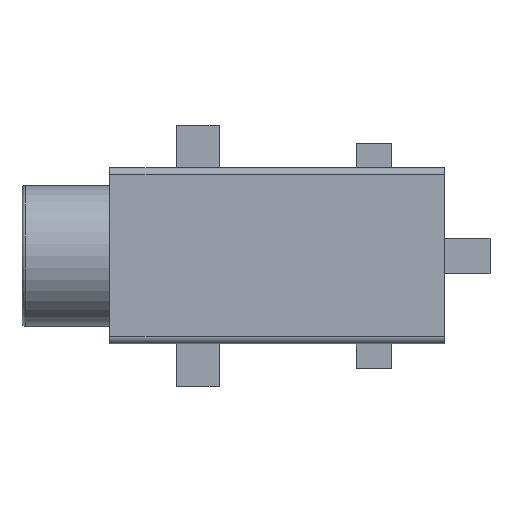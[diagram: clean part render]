
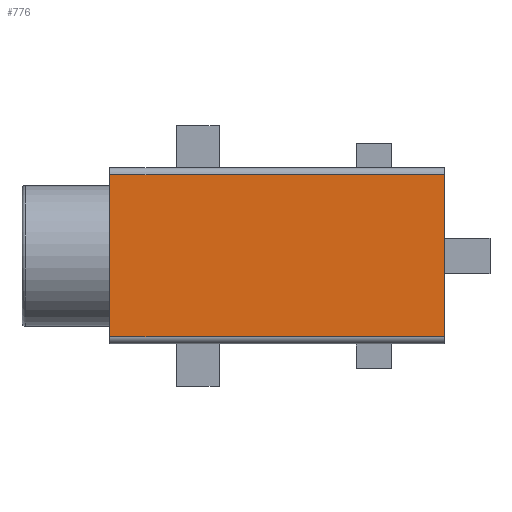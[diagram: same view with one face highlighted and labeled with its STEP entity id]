
A CAD part, top view. The second image highlights one B-rep face of the part: STEP entity #776.
In plain terms, the highlighted planar face has unit normal (0, 0, 1).
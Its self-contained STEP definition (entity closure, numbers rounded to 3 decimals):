
#32 = PLANE('',#33);
#33 = AXIS2_PLACEMENT_3D('',#34,#35,#36);
#34 = CARTESIAN_POINT('',(4.,2.5,0.));
#35 = DIRECTION('',(1.,0.,0.));
#36 = DIRECTION('',(0.,-1.,0.));
#220 = VERTEX_POINT('',#221);
#221 = CARTESIAN_POINT('',(4.,2.3,4.));
#240 = CYLINDRICAL_SURFACE('',#241,0.2);
#241 = AXIS2_PLACEMENT_3D('',#242,#243,#244);
#242 = CARTESIAN_POINT('',(-5.5,2.3,3.8));
#243 = DIRECTION('',(1.,0.,0.));
#244 = DIRECTION('',(0.,0.,1.));
#252 = EDGE_CURVE('',#220,#253,#255,.T.);
#253 = VERTEX_POINT('',#254);
#254 = CARTESIAN_POINT('',(4.,-2.3,4.));
#255 = SURFACE_CURVE('',#256,(#260,#267),.PCURVE_S1.);
#256 = LINE('',#257,#258);
#257 = CARTESIAN_POINT('',(4.,2.5,4.));
#258 = VECTOR('',#259,1.);
#259 = DIRECTION('',(0.,-1.,0.));
#260 = PCURVE('',#32,#261);
#261 = DEFINITIONAL_REPRESENTATION('',(#262),#266);
#262 = LINE('',#263,#264);
#263 = CARTESIAN_POINT('',(0.,-4.));
#264 = VECTOR('',#265,1.);
#265 = DIRECTION('',(1.,0.));
#266 = ( GEOMETRIC_REPRESENTATION_CONTEXT(2) 
PARAMETRIC_REPRESENTATION_CONTEXT() REPRESENTATION_CONTEXT('2D SPACE',''
  ) );
#267 = PCURVE('',#268,#273);
#268 = PLANE('',#269);
#269 = AXIS2_PLACEMENT_3D('',#270,#271,#272);
#270 = CARTESIAN_POINT('',(-0.75,0.,4.));
#271 = DIRECTION('',(-0.,-0.,-1.));
#272 = DIRECTION('',(-1.,0.,0.));
#273 = DEFINITIONAL_REPRESENTATION('',(#274),#278);
#274 = LINE('',#275,#276);
#275 = CARTESIAN_POINT('',(-4.75,2.5));
#276 = VECTOR('',#277,1.);
#277 = DIRECTION('',(0.,-1.));
#278 = ( GEOMETRIC_REPRESENTATION_CONTEXT(2) 
PARAMETRIC_REPRESENTATION_CONTEXT() REPRESENTATION_CONTEXT('2D SPACE',''
  ) );
#299 = CYLINDRICAL_SURFACE('',#300,0.2);
#300 = AXIS2_PLACEMENT_3D('',#301,#302,#303);
#301 = CARTESIAN_POINT('',(4.,-2.3,3.8));
#302 = DIRECTION('',(-1.,0.,0.));
#303 = DIRECTION('',(0.,-1.,0.));
#367 = PLANE('',#368);
#368 = AXIS2_PLACEMENT_3D('',#369,#370,#371);
#369 = CARTESIAN_POINT('',(-5.5,-2.5,0.));
#370 = DIRECTION('',(-1.,0.,0.));
#371 = DIRECTION('',(0.,1.,0.));
#650 = EDGE_CURVE('',#253,#651,#653,.T.);
#651 = VERTEX_POINT('',#652);
#652 = CARTESIAN_POINT('',(-5.5,-2.3,4.));
#653 = SURFACE_CURVE('',#654,(#658,#665),.PCURVE_S1.);
#654 = LINE('',#655,#656);
#655 = CARTESIAN_POINT('',(4.,-2.3,4.));
#656 = VECTOR('',#657,1.);
#657 = DIRECTION('',(-1.,0.,0.));
#658 = PCURVE('',#299,#659);
#659 = DEFINITIONAL_REPRESENTATION('',(#660),#664);
#660 = LINE('',#661,#662);
#661 = CARTESIAN_POINT('',(1.571,0.));
#662 = VECTOR('',#663,1.);
#663 = DIRECTION('',(0.,1.));
#664 = ( GEOMETRIC_REPRESENTATION_CONTEXT(2) 
PARAMETRIC_REPRESENTATION_CONTEXT() REPRESENTATION_CONTEXT('2D SPACE',''
  ) );
#665 = PCURVE('',#268,#666);
#666 = DEFINITIONAL_REPRESENTATION('',(#667),#671);
#667 = LINE('',#668,#669);
#668 = CARTESIAN_POINT('',(-4.75,-2.3));
#669 = VECTOR('',#670,1.);
#670 = DIRECTION('',(1.,0.));
#671 = ( GEOMETRIC_REPRESENTATION_CONTEXT(2) 
PARAMETRIC_REPRESENTATION_CONTEXT() REPRESENTATION_CONTEXT('2D SPACE',''
  ) );
#776 = ADVANCED_FACE('',(#777),#268,.F.);
#777 = FACE_BOUND('',#778,.F.);
#778 = EDGE_LOOP('',(#779,#780,#781,#804,#832));
#779 = ORIENTED_EDGE('',*,*,#252,.T.);
#780 = ORIENTED_EDGE('',*,*,#650,.T.);
#781 = ORIENTED_EDGE('',*,*,#782,.T.);
#782 = EDGE_CURVE('',#651,#783,#785,.T.);
#783 = VERTEX_POINT('',#784);
#784 = CARTESIAN_POINT('',(-5.5,0.,4.));
#785 = SURFACE_CURVE('',#786,(#790,#797),.PCURVE_S1.);
#786 = LINE('',#787,#788);
#787 = CARTESIAN_POINT('',(-5.5,-2.5,4.));
#788 = VECTOR('',#789,1.);
#789 = DIRECTION('',(0.,1.,0.));
#790 = PCURVE('',#268,#791);
#791 = DEFINITIONAL_REPRESENTATION('',(#792),#796);
#792 = LINE('',#793,#794);
#793 = CARTESIAN_POINT('',(4.75,-2.5));
#794 = VECTOR('',#795,1.);
#795 = DIRECTION('',(0.,1.));
#796 = ( GEOMETRIC_REPRESENTATION_CONTEXT(2) 
PARAMETRIC_REPRESENTATION_CONTEXT() REPRESENTATION_CONTEXT('2D SPACE',''
  ) );
#797 = PCURVE('',#367,#798);
#798 = DEFINITIONAL_REPRESENTATION('',(#799),#803);
#799 = LINE('',#800,#801);
#800 = CARTESIAN_POINT('',(0.,-4.));
#801 = VECTOR('',#802,1.);
#802 = DIRECTION('',(1.,0.));
#803 = ( GEOMETRIC_REPRESENTATION_CONTEXT(2) 
PARAMETRIC_REPRESENTATION_CONTEXT() REPRESENTATION_CONTEXT('2D SPACE',''
  ) );
#804 = ORIENTED_EDGE('',*,*,#805,.T.);
#805 = EDGE_CURVE('',#783,#806,#808,.T.);
#806 = VERTEX_POINT('',#807);
#807 = CARTESIAN_POINT('',(-5.5,2.3,4.));
#808 = SURFACE_CURVE('',#809,(#813,#820),.PCURVE_S1.);
#809 = LINE('',#810,#811);
#810 = CARTESIAN_POINT('',(-5.5,-2.5,4.));
#811 = VECTOR('',#812,1.);
#812 = DIRECTION('',(0.,1.,0.));
#813 = PCURVE('',#268,#814);
#814 = DEFINITIONAL_REPRESENTATION('',(#815),#819);
#815 = LINE('',#816,#817);
#816 = CARTESIAN_POINT('',(4.75,-2.5));
#817 = VECTOR('',#818,1.);
#818 = DIRECTION('',(0.,1.));
#819 = ( GEOMETRIC_REPRESENTATION_CONTEXT(2) 
PARAMETRIC_REPRESENTATION_CONTEXT() REPRESENTATION_CONTEXT('2D SPACE',''
  ) );
#820 = PCURVE('',#821,#826);
#821 = PLANE('',#822);
#822 = AXIS2_PLACEMENT_3D('',#823,#824,#825);
#823 = CARTESIAN_POINT('',(-5.5,-2.5,0.));
#824 = DIRECTION('',(-1.,0.,0.));
#825 = DIRECTION('',(0.,1.,0.));
#826 = DEFINITIONAL_REPRESENTATION('',(#827),#831);
#827 = LINE('',#828,#829);
#828 = CARTESIAN_POINT('',(0.,-4.));
#829 = VECTOR('',#830,1.);
#830 = DIRECTION('',(1.,0.));
#831 = ( GEOMETRIC_REPRESENTATION_CONTEXT(2) 
PARAMETRIC_REPRESENTATION_CONTEXT() REPRESENTATION_CONTEXT('2D SPACE',''
  ) );
#832 = ORIENTED_EDGE('',*,*,#833,.T.);
#833 = EDGE_CURVE('',#806,#220,#834,.T.);
#834 = SURFACE_CURVE('',#835,(#839,#846),.PCURVE_S1.);
#835 = LINE('',#836,#837);
#836 = CARTESIAN_POINT('',(-5.5,2.3,4.));
#837 = VECTOR('',#838,1.);
#838 = DIRECTION('',(1.,0.,0.));
#839 = PCURVE('',#268,#840);
#840 = DEFINITIONAL_REPRESENTATION('',(#841),#845);
#841 = LINE('',#842,#843);
#842 = CARTESIAN_POINT('',(4.75,2.3));
#843 = VECTOR('',#844,1.);
#844 = DIRECTION('',(-1.,0.));
#845 = ( GEOMETRIC_REPRESENTATION_CONTEXT(2) 
PARAMETRIC_REPRESENTATION_CONTEXT() REPRESENTATION_CONTEXT('2D SPACE',''
  ) );
#846 = PCURVE('',#240,#847);
#847 = DEFINITIONAL_REPRESENTATION('',(#848),#852);
#848 = LINE('',#849,#850);
#849 = CARTESIAN_POINT('',(6.283,0.));
#850 = VECTOR('',#851,1.);
#851 = DIRECTION('',(-0.,1.));
#852 = ( GEOMETRIC_REPRESENTATION_CONTEXT(2) 
PARAMETRIC_REPRESENTATION_CONTEXT() REPRESENTATION_CONTEXT('2D SPACE',''
  ) );
